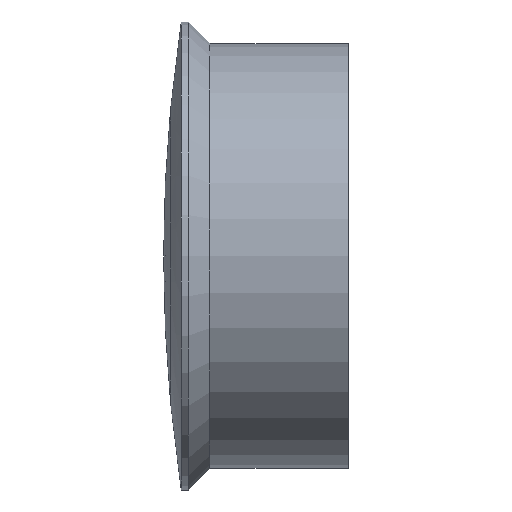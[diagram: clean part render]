
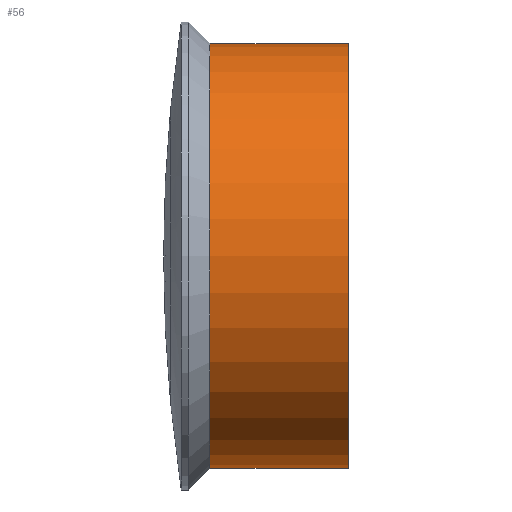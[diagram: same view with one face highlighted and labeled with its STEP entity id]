
A CAD part, top view. The second image highlights one B-rep face of the part: STEP entity #56.
In plain terms, the highlighted cylindrical face has radius 11.5 mm (diameter 23 mm), a partial arc.
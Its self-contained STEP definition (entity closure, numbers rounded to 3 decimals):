
#56=ADVANCED_FACE('',(#114),#115,.T.);
#114=FACE_OUTER_BOUND('',#170,.T.);
#115=CYLINDRICAL_SURFACE('',#171,11.5);
#170=EDGE_LOOP('',(#258,#259,#260,#261));
#171=AXIS2_PLACEMENT_3D('',#262,#263,#264);
#258=ORIENTED_EDGE('',*,*,#345,.T.);
#259=ORIENTED_EDGE('',*,*,#349,.F.);
#260=ORIENTED_EDGE('',*,*,#346,.T.);
#261=ORIENTED_EDGE('',*,*,#352,.T.);
#262=CARTESIAN_POINT('',(-10.5,0.,0.0));
#263=DIRECTION('',(1.0,0.0,0.0));
#264=DIRECTION('',(0.0,-1.0,0.0));
#345=EDGE_CURVE('',#402,#406,#407,.T.);
#346=EDGE_CURVE('',#408,#400,#409,.T.);
#349=EDGE_CURVE('',#408,#406,#412,.T.);
#352=EDGE_CURVE('',#400,#402,#415,.T.);
#400=VERTEX_POINT('',#473);
#402=VERTEX_POINT('',#476);
#406=VERTEX_POINT('',#481);
#407=LINE('',#482,#483);
#408=VERTEX_POINT('',#484);
#409=LINE('',#485,#486);
#412=CIRCLE('',#489,11.5);
#415=CIRCLE('',#492,11.5);
#473=CARTESIAN_POINT('',(-7.5,11.5,0.));
#476=CARTESIAN_POINT('',(-7.5,-11.5,0.0));
#481=CARTESIAN_POINT('',(0.0,-11.5,0.0));
#482=CARTESIAN_POINT('',(-3.75,-11.5,0.));
#483=VECTOR('',#540,1.0);
#484=CARTESIAN_POINT('',(0.0,11.5,0.));
#485=CARTESIAN_POINT('',(-3.75,11.5,0.));
#486=VECTOR('',#541,1.0);
#489=AXIS2_PLACEMENT_3D('',#545,#546,#547);
#492=AXIS2_PLACEMENT_3D('',#551,#552,#553);
#540=DIRECTION('',(1.0,0.0,0.0));
#541=DIRECTION('',(-1.0,-0.0,-0.0));
#545=CARTESIAN_POINT('',(0.0,0.,0.0));
#546=DIRECTION('',(1.0,0.0,0.0));
#547=DIRECTION('',(0.0,1.0,0.0));
#551=CARTESIAN_POINT('',(-7.5,0.,0.0));
#552=DIRECTION('',(1.0,0.0,0.0));
#553=DIRECTION('',(0.0,1.0,0.0));
